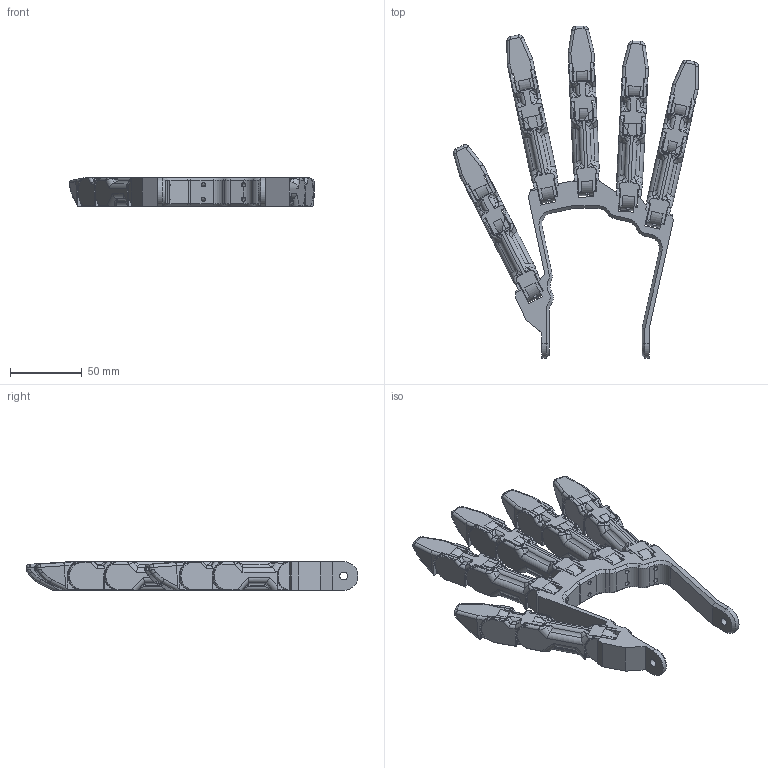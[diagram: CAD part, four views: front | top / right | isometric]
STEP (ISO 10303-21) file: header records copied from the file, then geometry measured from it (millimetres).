
FILE_DESCRIPTION(/* description */ (''),/* implementation_level */ '2;1');
FILE_NAME(/* name */ 'F00 hand.stp',/* time_stamp */ '2014-03-18T16:14:19-07:00',/* author */ (''),/* organization */ (''),/* preprocessor_version */ 'ST-DEVELOPER v15.6',/* originating_system */ 'Autodesk Translator Framework v3.0.0.5830',/* authorisation */ '');
FILE_SCHEMA (('AUTOMOTIVE_DESIGN { 1 0 10303 214 3 1 1 }'));
Products named in the file (17): Component5; Component6; Component8; Component9; Component11; Component12; Component14; Component15; Component16; Component1; Component2; Component3; Component4; Component7; Component10; Component13; F00 v6
Bounding box: 170.2 x 230.61 x 20.01 mm (x, y, z)
Volume: 202674.6 mm3; surface area: 97372.2 mm2
Topology: 16 solids, 16 shells, 1236 faces, 3348 edges, 2108 vertices
Faces by surface type: plane 522, cylinder 436, bspline 174, cone 104
Full cylindrical faces by diameter (mm): 3 x30, 4.5 x1, 5 x14, 5.5 x7, 6 x10
Entity records: 47127 total; most frequent: CARTESIAN_POINT 16962, ORIENTED_EDGE 6494, DIRECTION 5786, EDGE_CURVE 3247, VERTEX_POINT 2089, AXIS2_PLACEMENT_3D 2030, LINE 1726, VECTOR 1726
